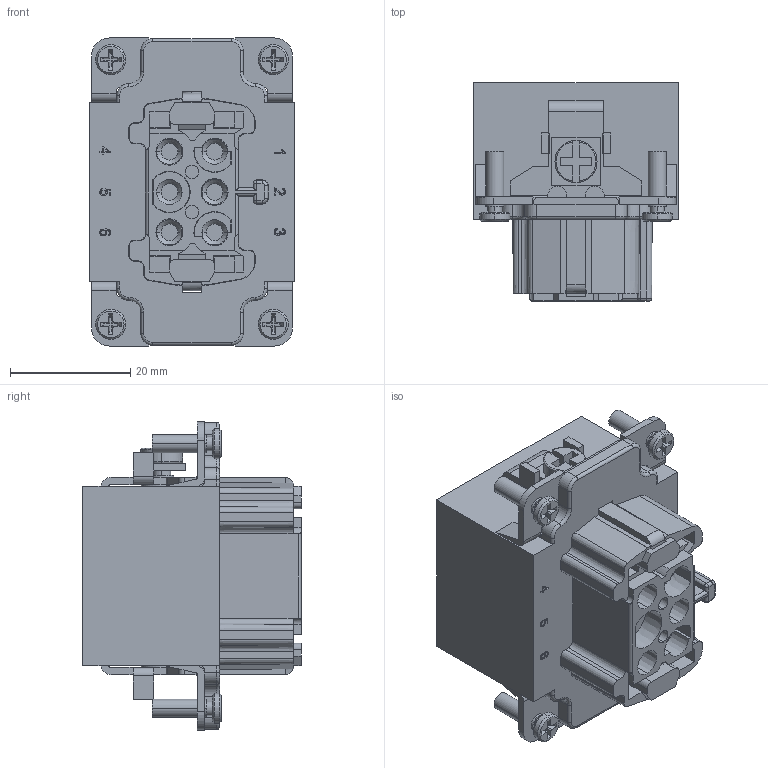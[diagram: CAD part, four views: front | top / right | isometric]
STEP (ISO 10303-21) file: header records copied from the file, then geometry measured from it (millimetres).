
FILE_DESCRIPTION((''),'2;1');
FILE_NAME('HES06F','2017-07-15T',('tl.yang'),(''),'PRO/ENGINEER BY PARAMETRIC TECHNOLOGY CORPORATION, 2011500','PRO/ENGINEER BY PARAMETRIC TECHNOLOGY CORPORATION, 2011500','');
FILE_SCHEMA(('CONFIG_CONTROL_DESIGN'));
Length unit declared in the file: millimetre
Products named in the file (1): HES06F
Bounding box: 34 x 36.25 x 51.2 mm (x, y, z)
Volume: 29028.4 mm3; surface area: 14503.3 mm2
Topology: 1 solids, 7 shells, 1228 faces, 3359 edges, 2198 vertices
Faces by surface type: plane 855, cylinder 179, extrusion 77, cone 71, bspline 24, torus 22
Entity records: 39603 total; most frequent: CARTESIAN_POINT 8353, ORIENTED_EDGE 6718, DIRECTION 6040, EDGE_CURVE 3359, VECTOR 2686, LINE 2609, VERTEX_POINT 2198, AXIS2_PLACEMENT_3D 1677
